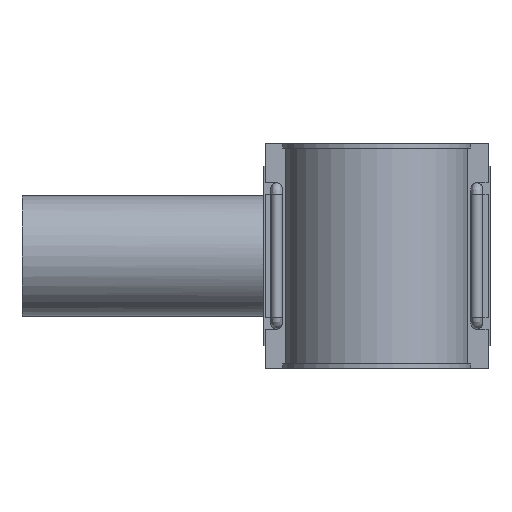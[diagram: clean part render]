
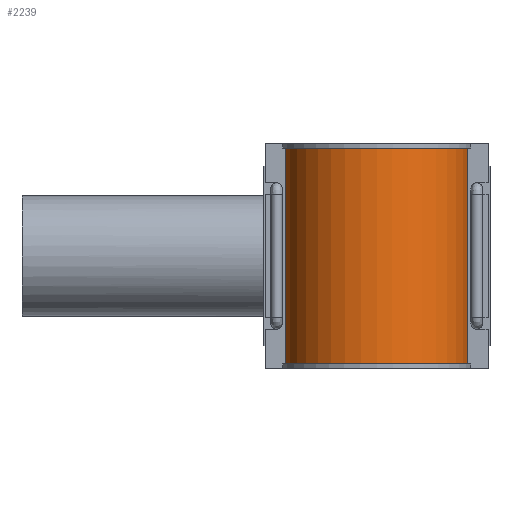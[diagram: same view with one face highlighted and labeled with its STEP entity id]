
A CAD part, front view. The second image highlights one B-rep face of the part: STEP entity #2239.
In plain terms, the highlighted cylindrical face has radius 48.75 mm (diameter 97.5 mm), a partial arc.
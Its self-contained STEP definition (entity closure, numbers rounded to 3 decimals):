
#206=FACE_OUTER_BOUND('',#349,.T.);
#349=EDGE_LOOP('',(#1649,#1650,#1651,#1652));
#533=LINE('',#3267,#742);
#568=LINE('',#3485,#777);
#742=VECTOR('',#2623,113.28);
#777=VECTOR('',#2700,113.28);
#944=CIRCLE('',#2379,48.75);
#952=CIRCLE('',#2393,48.75);
#1032=VERTEX_POINT('',#3252);
#1033=VERTEX_POINT('',#3254);
#1037=VERTEX_POINT('',#3266);
#1056=VERTEX_POINT('',#3311);
#1252=EDGE_CURVE('',#1032,#1033,#944,.T.);
#1257=EDGE_CURVE('',#1032,#1037,#533,.T.);
#1279=EDGE_CURVE('',#1056,#1037,#952,.T.);
#1312=EDGE_CURVE('',#1033,#1056,#568,.T.);
#1649=ORIENTED_EDGE('',*,*,#1252,.T.);
#1650=ORIENTED_EDGE('',*,*,#1312,.T.);
#1651=ORIENTED_EDGE('',*,*,#1279,.T.);
#1652=ORIENTED_EDGE('',*,*,#1257,.F.);
#2196=CYLINDRICAL_SURFACE('',#2403,48.75);
#2239=ADVANCED_FACE('',(#206),#2196,.T.);
#2379=AXIS2_PLACEMENT_3D('',#3256,#2613,#2614);
#2393=AXIS2_PLACEMENT_3D('',#3312,#2660,#2661);
#2403=AXIS2_PLACEMENT_3D('',#3486,#2701,#2702);
#2613=DIRECTION('center_axis',(0.,0.,1.));
#2614=DIRECTION('ref_axis',(1.,0.,0.));
#2623=DIRECTION('',(0.,0.,1.));
#2660=DIRECTION('center_axis',(0.,0.,-1.));
#2661=DIRECTION('ref_axis',(1.,0.,0.));
#2700=DIRECTION('',(0.,0.,1.));
#2701=DIRECTION('center_axis',(0.,0.,1.));
#2702=DIRECTION('ref_axis',(1.,0.,0.));
#3252=CARTESIAN_POINT('',(-47.84,-9.375,-56.64));
#3254=CARTESIAN_POINT('',(47.84,-9.375,-56.64));
#3256=CARTESIAN_POINT('Origin',(0.,0.,-56.64));
#3266=CARTESIAN_POINT('',(-47.84,-9.375,56.64));
#3267=CARTESIAN_POINT('',(-47.84,-9.375,0.));
#3311=CARTESIAN_POINT('',(47.84,-9.375,56.64));
#3312=CARTESIAN_POINT('Origin',(0.,0.,56.64));
#3485=CARTESIAN_POINT('',(47.84,-9.375,0.));
#3486=CARTESIAN_POINT('Origin',(0.,0.,0.));
